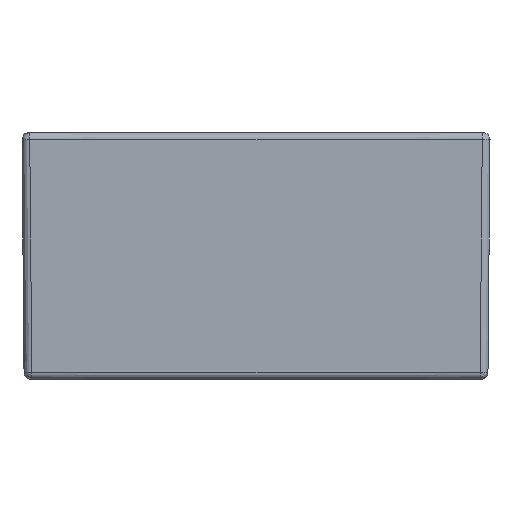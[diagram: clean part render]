
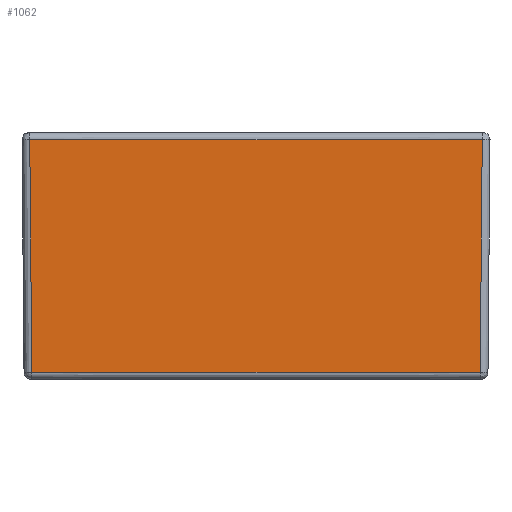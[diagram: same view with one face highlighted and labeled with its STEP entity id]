
A CAD part, left-side view. The second image highlights one B-rep face of the part: STEP entity #1062.
In plain terms, the highlighted free-form (B-spline) face has degree [1, 3] with [2, 7] control points.
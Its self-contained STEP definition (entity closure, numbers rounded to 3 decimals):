
#585=FACE_OUTER_BOUND('',#1404,.T.);
#1062=ADVANCED_FACE('',(#585),#1355,.T.);
#1355=B_SPLINE_SURFACE_WITH_KNOTS('',1,3,((#6867,#6868,#6869,#6870,#6871,
#6872,#6873),(#6874,#6875,#6876,#6877,#6878,#6879,#6880)),.UNSPECIFIED.,
 .F.,.F.,.F.,(2,2),(4,3,4),(0.,1.),(0.,0.022,1.),
 .UNSPECIFIED.);
#1404=EDGE_LOOP('',(#1793,#1794,#1795,#1796));
#1793=ORIENTED_EDGE('',*,*,#3518,.T.);
#1794=ORIENTED_EDGE('',*,*,#3519,.T.);
#1795=ORIENTED_EDGE('',*,*,#3520,.T.);
#1796=ORIENTED_EDGE('',*,*,#3521,.F.);
#3131=VERTEX_POINT('',#6833);
#3132=VERTEX_POINT('',#6834);
#3133=VERTEX_POINT('',#6848);
#3134=VERTEX_POINT('',#6853);
#3518=EDGE_CURVE('',#3131,#3132,#4182,.T.);
#3519=EDGE_CURVE('',#3132,#3133,#4183,.T.);
#3520=EDGE_CURVE('',#3133,#3134,#4184,.T.);
#3521=EDGE_CURVE('',#3131,#3134,#4185,.T.);
#4182=B_SPLINE_CURVE_WITH_KNOTS('',3,(#6829,#6830,#6831,#6832),
 .UNSPECIFIED.,.F.,.F.,(4,4),(0.,1.),.UNSPECIFIED.);
#4183=B_SPLINE_CURVE_WITH_KNOTS('',3,(#6835,#6836,#6837,#6838,#6839,#6840,
#6841,#6842,#6843,#6844,#6845,#6846,#6847),.UNSPECIFIED.,.F.,.F.,(4,3,3,
3,4),(0.,0.067,0.333,0.667,1.),
 .UNSPECIFIED.);
#4184=B_SPLINE_CURVE_WITH_KNOTS('',3,(#6849,#6850,#6851,#6852),
 .UNSPECIFIED.,.F.,.F.,(4,4),(0.,1.),.UNSPECIFIED.);
#4185=B_SPLINE_CURVE_WITH_KNOTS('',3,(#6854,#6855,#6856,#6857,#6858,#6859,
#6860,#6861,#6862,#6863,#6864,#6865,#6866),.UNSPECIFIED.,.F.,.F.,(4,3,3,
3,4),(0.,0.067,0.333,0.667,1.),
 .UNSPECIFIED.);
#6829=CARTESIAN_POINT('',(-340.841,231.14,1.939));
#6830=CARTESIAN_POINT('',(-340.841,77.047,1.939));
#6831=CARTESIAN_POINT('',(-340.841,-77.047,1.939));
#6832=CARTESIAN_POINT('',(-340.841,-231.14,1.939));
#6833=CARTESIAN_POINT('',(-340.841,231.14,1.939));
#6834=CARTESIAN_POINT('',(-340.841,-231.14,1.939));
#6835=CARTESIAN_POINT('',(-340.841,-231.14,1.939));
#6836=CARTESIAN_POINT('',(-340.887,-231.186,7.272));
#6837=CARTESIAN_POINT('',(-340.934,-231.233,12.605));
#6838=CARTESIAN_POINT('',(-340.98,-231.279,17.938));
#6839=CARTESIAN_POINT('',(-341.166,-231.466,39.269));
#6840=CARTESIAN_POINT('',(-341.353,-231.652,60.601));
#6841=CARTESIAN_POINT('',(-341.539,-231.838,81.933));
#6842=CARTESIAN_POINT('',(-341.772,-232.071,108.601));
#6843=CARTESIAN_POINT('',(-342.004,-232.303,135.268));
#6844=CARTESIAN_POINT('',(-342.237,-232.536,161.936));
#6845=CARTESIAN_POINT('',(-342.47,-232.769,188.604));
#6846=CARTESIAN_POINT('',(-342.702,-233.002,215.271));
#6847=CARTESIAN_POINT('',(-342.935,-233.234,241.939));
#6848=CARTESIAN_POINT('',(-342.935,-233.234,241.939));
#6849=CARTESIAN_POINT('',(-342.935,-233.234,241.939));
#6850=CARTESIAN_POINT('',(-342.935,-77.745,241.939));
#6851=CARTESIAN_POINT('',(-342.935,77.745,241.939));
#6852=CARTESIAN_POINT('',(-342.935,233.234,241.939));
#6853=CARTESIAN_POINT('',(-342.935,233.234,241.939));
#6854=CARTESIAN_POINT('',(-340.841,231.14,1.939));
#6855=CARTESIAN_POINT('',(-340.887,231.186,7.272));
#6856=CARTESIAN_POINT('',(-340.934,231.233,12.605));
#6857=CARTESIAN_POINT('',(-340.98,231.279,17.938));
#6858=CARTESIAN_POINT('',(-341.166,231.466,39.269));
#6859=CARTESIAN_POINT('',(-341.353,231.652,60.601));
#6860=CARTESIAN_POINT('',(-341.539,231.838,81.933));
#6861=CARTESIAN_POINT('',(-341.772,232.071,108.601));
#6862=CARTESIAN_POINT('',(-342.004,232.303,135.268));
#6863=CARTESIAN_POINT('',(-342.237,232.536,161.936));
#6864=CARTESIAN_POINT('',(-342.47,232.769,188.604));
#6865=CARTESIAN_POINT('',(-342.702,233.002,215.271));
#6866=CARTESIAN_POINT('',(-342.935,233.234,241.939));
#6867=CARTESIAN_POINT('',(-340.337,-244.143,-55.8));
#6868=CARTESIAN_POINT('',(-340.337,-240.594,-55.8));
#6869=CARTESIAN_POINT('',(-340.337,-237.046,-55.8));
#6870=CARTESIAN_POINT('',(-340.337,-233.497,-55.8));
#6871=CARTESIAN_POINT('',(-340.337,-76.25,-55.8));
#6872=CARTESIAN_POINT('',(-340.337,80.997,-55.8));
#6873=CARTESIAN_POINT('',(-340.337,238.245,-55.8));
#6874=CARTESIAN_POINT('',(-342.997,-244.143,249.));
#6875=CARTESIAN_POINT('',(-342.997,-240.594,249.));
#6876=CARTESIAN_POINT('',(-342.997,-237.046,249.));
#6877=CARTESIAN_POINT('',(-342.997,-233.497,249.));
#6878=CARTESIAN_POINT('',(-342.997,-76.25,249.));
#6879=CARTESIAN_POINT('',(-342.997,80.997,249.));
#6880=CARTESIAN_POINT('',(-342.997,238.245,249.));
